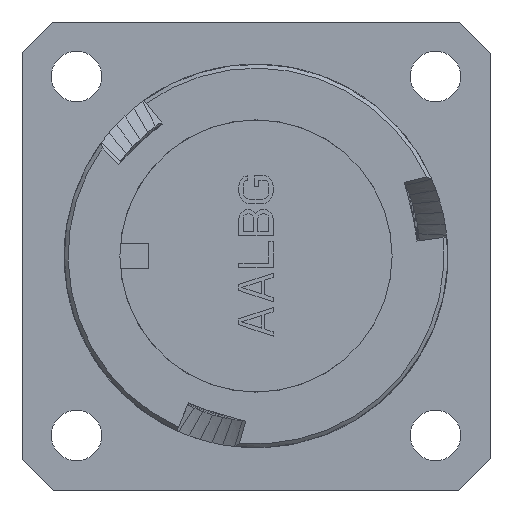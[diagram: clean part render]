
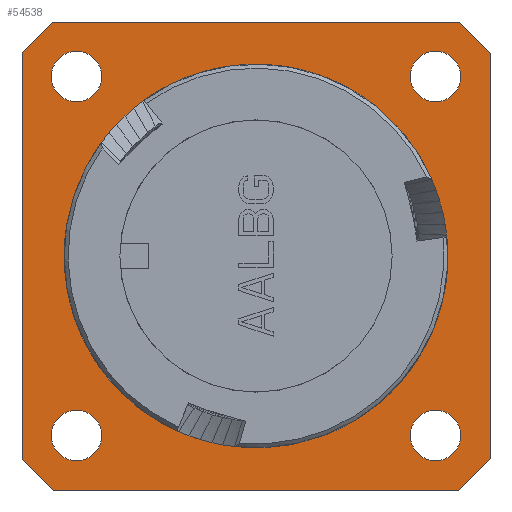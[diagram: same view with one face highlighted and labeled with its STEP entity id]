
A CAD part, left-side view. The second image highlights one B-rep face of the part: STEP entity #54538.
In plain terms, the highlighted planar face has unit normal (-1, 0, 0).
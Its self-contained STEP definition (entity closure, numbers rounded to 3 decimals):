
#579=CARTESIAN_POINT('',(18.2,0.,0.));
#580=DIRECTION('',(1.,0.,0.));
#581=DIRECTION('',(0.,1.,0.));
#582=AXIS2_PLACEMENT_3D('',#579,#580,#581);
#1541=CARTESIAN_POINT('',(18.2,0.,0.));
#1542=DIRECTION('',(-1.,0.,0.));
#1543=DIRECTION('',(0.,1.,0.));
#1544=AXIS2_PLACEMENT_3D('',#1541,#1542,#1543);
#2884=DIRECTION('',(0.,0.,1.));
#2885=VECTOR('',#2884,25.956);
#2886=CARTESIAN_POINT('',(18.2,15.,-12.978));
#2887=LINE('4854',#2886,#2885);
#2888=CARTESIAN_POINT('',(18.2,0.,0.));
#2889=DIRECTION('',(1.,0.,0.));
#2890=DIRECTION('',(0.,0.756,0.654));
#2891=AXIS2_PLACEMENT_3D('',#2888,#2889,#2890);
#2893=DIRECTION('',(0.,-1.,0.));
#2894=VECTOR('',#2893,25.956);
#2895=CARTESIAN_POINT('',(18.2,12.978,15.));
#2896=LINE('4248',#2895,#2894);
#2897=CARTESIAN_POINT('',(18.2,0.,0.));
#2898=DIRECTION('',(1.,0.,0.));
#2899=DIRECTION('',(0.,-0.654,0.756));
#2900=AXIS2_PLACEMENT_3D('',#2897,#2898,#2899);
#2902=DIRECTION('',(0.,0.,-1.));
#2903=VECTOR('',#2902,25.956);
#2904=CARTESIAN_POINT('',(18.2,-15.,12.978));
#2905=LINE('4247',#2904,#2903);
#2906=CARTESIAN_POINT('',(18.2,0.,0.));
#2907=DIRECTION('',(-1.,0.,0.));
#2908=DIRECTION('',(0.,-0.654,-0.756));
#2909=AXIS2_PLACEMENT_3D('',#2906,#2907,#2908);
#2911=DIRECTION('',(0.,1.,0.));
#2912=VECTOR('',#2911,25.956);
#2913=CARTESIAN_POINT('',(18.2,-12.978,-15.));
#2914=LINE('4246',#2913,#2912);
#2915=CARTESIAN_POINT('',(18.2,0.,0.));
#2916=DIRECTION('',(-1.,0.,0.));
#2917=DIRECTION('',(0.,0.756,-0.654));
#2918=AXIS2_PLACEMENT_3D('',#2915,#2916,#2917);
#2920=CARTESIAN_POINT('',(18.2,11.505,-11.505));
#2921=DIRECTION('',(1.,0.,0.));
#2922=DIRECTION('',(0.,0.,-1.));
#2923=AXIS2_PLACEMENT_3D('',#2920,#2921,#2922);
#2925=CARTESIAN_POINT('',(18.2,11.505,-11.505));
#2926=DIRECTION('',(1.,0.,0.));
#2927=DIRECTION('',(0.,0.,1.));
#2928=AXIS2_PLACEMENT_3D('',#2925,#2926,#2927);
#2930=CARTESIAN_POINT('',(18.2,11.505,11.505));
#2931=DIRECTION('',(1.,0.,0.));
#2932=DIRECTION('',(0.,0.,-1.));
#2933=AXIS2_PLACEMENT_3D('',#2930,#2931,#2932);
#2935=CARTESIAN_POINT('',(18.2,11.505,11.505));
#2936=DIRECTION('',(1.,0.,0.));
#2937=DIRECTION('',(0.,0.,1.));
#2938=AXIS2_PLACEMENT_3D('',#2935,#2936,#2937);
#2940=CARTESIAN_POINT('',(18.2,-11.505,11.505));
#2941=DIRECTION('',(1.,0.,0.));
#2942=DIRECTION('',(0.,0.,-1.));
#2943=AXIS2_PLACEMENT_3D('',#2940,#2941,#2942);
#2945=CARTESIAN_POINT('',(18.2,-11.505,11.505));
#2946=DIRECTION('',(1.,0.,0.));
#2947=DIRECTION('',(0.,0.,1.));
#2948=AXIS2_PLACEMENT_3D('',#2945,#2946,#2947);
#2950=CARTESIAN_POINT('',(18.2,-11.505,-11.505));
#2951=DIRECTION('',(1.,0.,0.));
#2952=DIRECTION('',(0.,0.,-1.));
#2953=AXIS2_PLACEMENT_3D('',#2950,#2951,#2952);
#2955=CARTESIAN_POINT('',(18.2,-11.505,-11.505));
#2956=DIRECTION('',(1.,0.,0.));
#2957=DIRECTION('',(0.,0.,1.));
#2958=AXIS2_PLACEMENT_3D('',#2955,#2956,#2957);
#41331=CARTESIAN_POINT('',(18.2,12.295,0.));
#41332=CARTESIAN_POINT('',(18.2,-12.295,0.));
#41333=VERTEX_POINT('',#41331);
#41334=VERTEX_POINT('',#41332);
#41347=CARTESIAN_POINT('',(18.2,-12.978,-15.));
#41348=CARTESIAN_POINT('',(18.2,12.978,-15.));
#41349=VERTEX_POINT('',#41347);
#41350=VERTEX_POINT('',#41348);
#41351=CARTESIAN_POINT('',(18.2,-15.,12.978));
#41352=CARTESIAN_POINT('',(18.2,-15.,-12.978));
#41353=VERTEX_POINT('',#41351);
#41354=VERTEX_POINT('',#41352);
#41355=CARTESIAN_POINT('',(18.2,12.978,15.));
#41356=CARTESIAN_POINT('',(18.2,-12.978,15.));
#41357=VERTEX_POINT('',#41355);
#41358=VERTEX_POINT('',#41356);
#41484=CARTESIAN_POINT('',(18.2,11.505,-13.12));
#41485=CARTESIAN_POINT('',(18.2,11.505,-9.89));
#41486=VERTEX_POINT('',#41484);
#41487=VERTEX_POINT('',#41485);
#41488=CARTESIAN_POINT('',(18.2,11.505,9.89));
#41489=CARTESIAN_POINT('',(18.2,11.505,13.12));
#41490=VERTEX_POINT('',#41488);
#41491=VERTEX_POINT('',#41489);
#41492=CARTESIAN_POINT('',(18.2,-11.505,9.89));
#41493=CARTESIAN_POINT('',(18.2,-11.505,13.12));
#41494=VERTEX_POINT('',#41492);
#41495=VERTEX_POINT('',#41493);
#41496=CARTESIAN_POINT('',(18.2,-11.505,-13.12));
#41497=CARTESIAN_POINT('',(18.2,-11.505,-9.89));
#41498=VERTEX_POINT('',#41496);
#41499=VERTEX_POINT('',#41497);
#41500=CARTESIAN_POINT('',(18.2,15.,12.978));
#41502=VERTEX_POINT('',#41500);
#41504=CARTESIAN_POINT('',(18.2,15.,-12.978));
#41506=VERTEX_POINT('',#41504);
#54487=CARTESIAN_POINT('',(18.2,0.,0.));
#54488=DIRECTION('',(1.,0.,0.));
#54489=DIRECTION('',(0.,-1.,0.));
#54490=AXIS2_PLACEMENT_3D('',#54487,#54488,#54489);
#54491=PLANE('249',#54490);
#54493=ORIENTED_EDGE('4854',*,*,#54492,.T.);
#54495=ORIENTED_EDGE('4400',*,*,#54494,.T.);
#54497=ORIENTED_EDGE('4248',*,*,#54496,.T.);
#54499=ORIENTED_EDGE('4401',*,*,#54498,.T.);
#54501=ORIENTED_EDGE('4247',*,*,#54500,.T.);
#54503=ORIENTED_EDGE('4405',*,*,#54502,.F.);
#54505=ORIENTED_EDGE('4246',*,*,#54504,.T.);
#54507=ORIENTED_EDGE('4404',*,*,#54506,.F.);
#54508=EDGE_LOOP('249',(#54493,#54495,#54497,#54499,#54501,#54503,#54505,
#54507));
#54509=FACE_OUTER_BOUND('249',#54508,.F.);
#54510=ORIENTED_EDGE('4242',*,*,#51300,.T.);
#54511=ORIENTED_EDGE('4241',*,*,#49175,.F.);
#54512=EDGE_LOOP('249',(#54510,#54511));
#54513=FACE_BOUND('249',#54512,.F.);
#54515=ORIENTED_EDGE('4372',*,*,#54514,.F.);
#54517=ORIENTED_EDGE('4373',*,*,#54516,.F.);
#54518=EDGE_LOOP('249',(#54515,#54517));
#54519=FACE_BOUND('249',#54518,.F.);
#54521=ORIENTED_EDGE('4374',*,*,#54520,.F.);
#54523=ORIENTED_EDGE('4375',*,*,#54522,.F.);
#54524=EDGE_LOOP('249',(#54521,#54523));
#54525=FACE_BOUND('249',#54524,.F.);
#54527=ORIENTED_EDGE('4376',*,*,#54526,.F.);
#54529=ORIENTED_EDGE('4377',*,*,#54528,.F.);
#54530=EDGE_LOOP('249',(#54527,#54529));
#54531=FACE_BOUND('249',#54530,.F.);
#54533=ORIENTED_EDGE('4378',*,*,#54532,.F.);
#54535=ORIENTED_EDGE('4379',*,*,#54534,.F.);
#54536=EDGE_LOOP('249',(#54533,#54535));
#54537=FACE_BOUND('249',#54536,.F.);
#583=CIRCLE('4241',#582,12.295);
#1545=CIRCLE('4242',#1544,12.295);
#2892=CIRCLE('4400',#2891,19.835);
#2901=CIRCLE('4401',#2900,19.835);
#2910=CIRCLE('4405',#2909,19.835);
#2919=CIRCLE('4404',#2918,19.835);
#2924=CIRCLE('4372',#2923,1.615);
#2929=CIRCLE('4373',#2928,1.615);
#2934=CIRCLE('4374',#2933,1.615);
#2939=CIRCLE('4375',#2938,1.615);
#2944=CIRCLE('4376',#2943,1.615);
#2949=CIRCLE('4377',#2948,1.615);
#2954=CIRCLE('4378',#2953,1.615);
#2959=CIRCLE('4379',#2958,1.615);
#49175=EDGE_CURVE('4241',#41333,#41334,#583,.T.);
#51300=EDGE_CURVE('4242',#41333,#41334,#1545,.T.);
#54492=EDGE_CURVE('4854',#41506,#41502,#2887,.T.);
#54494=EDGE_CURVE('4400',#41502,#41357,#2892,.T.);
#54496=EDGE_CURVE('4248',#41357,#41358,#2896,.T.);
#54498=EDGE_CURVE('4401',#41358,#41353,#2901,.T.);
#54500=EDGE_CURVE('4247',#41353,#41354,#2905,.T.);
#54502=EDGE_CURVE('4405',#41349,#41354,#2910,.T.);
#54504=EDGE_CURVE('4246',#41349,#41350,#2914,.T.);
#54506=EDGE_CURVE('4404',#41506,#41350,#2919,.T.);
#54514=EDGE_CURVE('4372',#41486,#41487,#2924,.T.);
#54516=EDGE_CURVE('4373',#41487,#41486,#2929,.T.);
#54520=EDGE_CURVE('4374',#41490,#41491,#2934,.T.);
#54522=EDGE_CURVE('4375',#41491,#41490,#2939,.T.);
#54526=EDGE_CURVE('4376',#41494,#41495,#2944,.T.);
#54528=EDGE_CURVE('4377',#41495,#41494,#2949,.T.);
#54532=EDGE_CURVE('4378',#41498,#41499,#2954,.T.);
#54534=EDGE_CURVE('4379',#41499,#41498,#2959,.T.);
#54538=ADVANCED_FACE('249',(#54509,#54513,#54519,#54525,#54531,#54537),#54491,
.F.);
